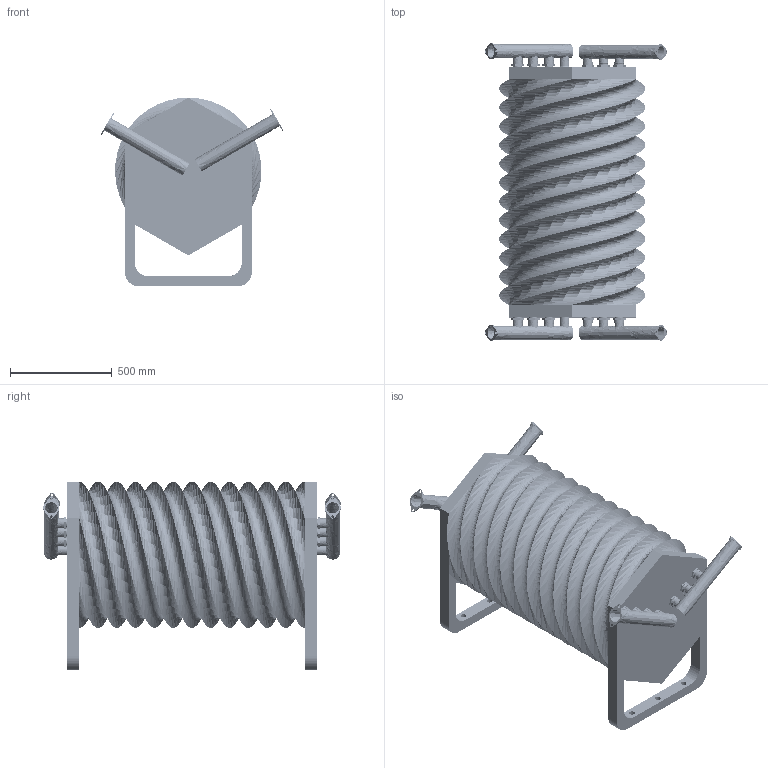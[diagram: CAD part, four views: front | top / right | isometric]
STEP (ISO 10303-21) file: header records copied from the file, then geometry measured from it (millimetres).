
FILE_DESCRIPTION(('FreeCAD Model'),'2;1');
FILE_NAME('Open CASCADE Shape Model','2025-05-03T06:51:51',('FreeCAD'),( 'FreeCAD'),'Open CASCADE STEP processor 7.6','FreeCAD','Unknown');
FILE_SCHEMA(('AUTOMOTIVE_DESIGN { 1 0 10303 214 1 1 1 1 }'));
Products named in the file (1): Open CASCADE STEP translator 7.6 1
Bounding box: 897.15 x 1460.41 x 926.55 mm (x, y, z)
Volume: 122084490.3 mm3; surface area: 58606921.1 mm2
Topology: 19 solids, 19 shells, 8502 faces, 20978 edges, 12226 vertices
Faces by surface type: bspline 8502
Entity records: 395762 total; most frequent: CARTESIAN_POINT 271277, ORIENTED_EDGE 41956, EDGE_CURVE 20978, B_SPLINE_CURVE_WITH_KNOTS 16760, VERTEX_POINT 12226, FACE_BOUND 8666, EDGE_LOOP 8666, ADVANCED_FACE 8502
